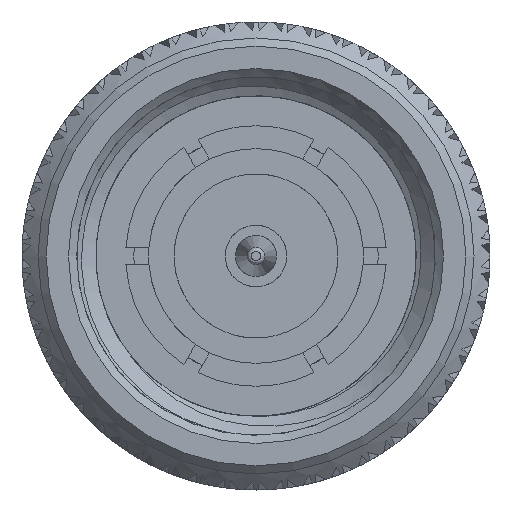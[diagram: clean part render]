
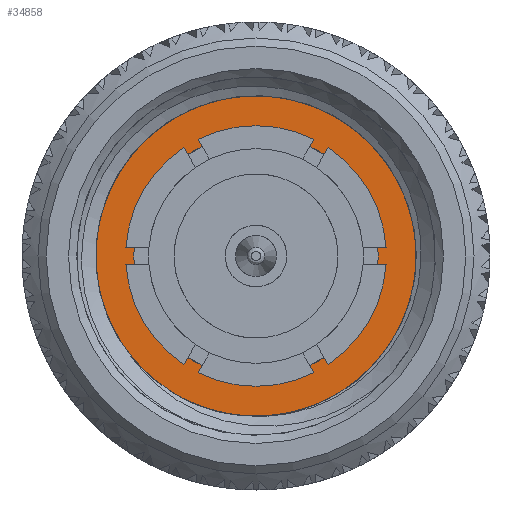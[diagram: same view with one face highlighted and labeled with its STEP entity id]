
A CAD part, left-side view. The second image highlights one B-rep face of the part: STEP entity #34858.
In plain terms, the highlighted planar face has unit normal (-1, 0, 0).
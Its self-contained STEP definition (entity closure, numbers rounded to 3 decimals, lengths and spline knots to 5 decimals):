
#171 = CARTESIAN_POINT ( 'NONE',  ( 0.315, -0.18775, -0.08136 ) ) ;
#511 = CARTESIAN_POINT ( 'NONE',  ( 0.315, -0.06646, -0.18391 ) ) ;
#1221 = CARTESIAN_POINT ( 'NONE',  ( 0.315, -0.16916, 0.13176 ) ) ;
#2974 = B_SPLINE_CURVE_WITH_KNOTS ( 'NONE', 3,
 ( #511, #95653, #63896, #104417, #56815, #64252, #8601, #88563, #48437, #64931, #171, #56488, #16665, #22993, #103697, #7219, #15287, #71660, #33907, #65971, #9986, #90619, #1221, #90283, #17009, #18040, #74454, #89575 ),
 .UNSPECIFIED., .F., .F.,
 ( 4, 2, 2, 2, 2, 2, 2, 2, 2, 2, 2, 2, 2, 4 ),
 ( 0., 0.00077, 0.00155, 0.00232, 0.0031, 0.00464, 0.00619, 0.00697, 0.00774, 0.00852, 0.00929, 0.01006, 0.01084, 0.01239 ),
 .UNSPECIFIED. ) ;
#7045 = DIRECTION ( 'NONE',  ( 1., 0., 0. ) ) ;
#7219 = CARTESIAN_POINT ( 'NONE',  ( 0.315, -0.20615, 0.03797 ) ) ;
#7738 = CARTESIAN_POINT ( 'NONE',  ( 0.315, 0., -0.19555 ) ) ;
#8078 = CARTESIAN_POINT ( 'NONE',  ( 0.315, -0.02262, -0.19555 ) ) ;
#8474 = CARTESIAN_POINT ( 'NONE',  ( 0.315, -0.0929, 0.19804 ) ) ;
#8601 = CARTESIAN_POINT ( 'NONE',  ( 0.315, -0.13757, -0.14502 ) ) ;
#9986 = CARTESIAN_POINT ( 'NONE',  ( 0.315, -0.18495, 0.10566 ) ) ;
#11237 = VERTEX_POINT ( 'NONE', #7738 ) ;
#11270 = DIRECTION ( 'NONE',  ( 0., 1., 0. ) ) ;
#13724 = VERTEX_POINT ( 'NONE', #8474 ) ;
#15287 = CARTESIAN_POINT ( 'NONE',  ( 0.315, -0.20454, 0.04797 ) ) ;
#15814 = CARTESIAN_POINT ( 'NONE',  ( 0.315, 0., 0. ) ) ;
#16665 = CARTESIAN_POINT ( 'NONE',  ( 0.315, -0.20629, -0.02311 ) ) ;
#17009 = CARTESIAN_POINT ( 'NONE',  ( 0.315, -0.14972, 0.15536 ) ) ;
#18024 = CARTESIAN_POINT ( 'NONE',  ( 0.315, 0.149, 0. ) ) ;
#18040 = CARTESIAN_POINT ( 'NONE',  ( 0.315, -0.12779, 0.17637 ) ) ;
#22993 = CARTESIAN_POINT ( 'NONE',  ( 0.315, -0.20807, 0.00748 ) ) ;
#23513 = B_SPLINE_CURVE_WITH_KNOTS ( 'NONE', 3,
 ( #87698, #8078, #40439, #24584 ),
 .UNSPECIFIED., .F., .F.,
 ( 4, 4 ),
 ( 0., 0.00172 ),
 .UNSPECIFIED. ) ;
#24584 = CARTESIAN_POINT ( 'NONE',  ( 0.315, -0.06646, -0.18391 ) ) ;
#26747 = CARTESIAN_POINT ( 'NONE',  ( 0.315, 0., 0. ) ) ;
#29705 = EDGE_CURVE ( 'NONE', #71005, #11237, #59937, .T. ) ;
#33085 = FACE_BOUND ( 'NONE', #90990, .T. ) ;
#33907 = CARTESIAN_POINT ( 'NONE',  ( 0.315, -0.1968, 0.07763 ) ) ;
#34344 = ORIENTED_EDGE ( 'NONE', *, *, #57532, .F. ) ;
#34858 = ADVANCED_FACE ( 'NONE', ( #33085, #58244 ), #71134, .T. ) ;
#36823 = ORIENTED_EDGE ( 'NONE', *, *, #43100, .T. ) ;
#37349 = ORIENTED_EDGE ( 'NONE', *, *, #29705, .T. ) ;
#40099 = DIRECTION ( 'NONE',  ( 0., -1., 0. ) ) ;
#40439 = CARTESIAN_POINT ( 'NONE',  ( 0.315, -0.04518, -0.1916 ) ) ;
#41920 = EDGE_CURVE ( 'NONE', #89898, #89898, #99923, .T. ) ;
#42174 = CIRCLE ( 'NONE', #88298, 0.21875 ) ;
#43100 = EDGE_CURVE ( 'NONE', #73099, #13724, #2974, .T. ) ;
#48437 = CARTESIAN_POINT ( 'NONE',  ( 0.315, -0.15915, -0.12333 ) ) ;
#49728 = AXIS2_PLACEMENT_3D ( 'NONE', #26747, #66926, #11270 ) ;
#50250 = ORIENTED_EDGE ( 'NONE', *, *, #41920, .T. ) ;
#50853 = EDGE_CURVE ( 'NONE', #11237, #73099, #23513, .T. ) ;
#52414 = VECTOR ( 'NONE', #100304, 39.37008 ) ;
#56488 = CARTESIAN_POINT ( 'NONE',  ( 0.315, -0.20212, -0.04292 ) ) ;
#56815 = CARTESIAN_POINT ( 'NONE',  ( 0.315, -0.11289, -0.16317 ) ) ;
#57532 = EDGE_CURVE ( 'NONE', #71005, #13724, #42174, .T. ) ;
#58244 = FACE_OUTER_BOUND ( 'NONE', #82844, .T. ) ;
#59771 = CARTESIAN_POINT ( 'NONE',  ( 0.315, 0., 0. ) ) ;
#59937 = LINE ( 'NONE', #59771, #52414 ) ;
#63896 = CARTESIAN_POINT ( 'NONE',  ( 0.315, -0.08576, -0.1772 ) ) ;
#64252 = CARTESIAN_POINT ( 'NONE',  ( 0.315, -0.12971, -0.15147 ) ) ;
#64420 = CARTESIAN_POINT ( 'NONE',  ( 0.315, 0., 0. ) ) ;
#64931 = CARTESIAN_POINT ( 'NONE',  ( 0.315, -0.17788, -0.09907 ) ) ;
#65241 = CARTESIAN_POINT ( 'NONE',  ( 0.315, 0., -0.21875 ) ) ;
#65971 = CARTESIAN_POINT ( 'NONE',  ( 0.315, -0.18933, 0.09653 ) ) ;
#66926 = DIRECTION ( 'NONE',  ( 1., 0., 0. ) ) ;
#68086 = CARTESIAN_POINT ( 'NONE',  ( 0.315, -0.06646, -0.18391 ) ) ;
#71005 = VERTEX_POINT ( 'NONE', #65241 ) ;
#71134 = PLANE ( 'NONE',  #75158 ) ;
#71660 = CARTESIAN_POINT ( 'NONE',  ( 0.315, -0.19988, 0.06777 ) ) ;
#72534 = DIRECTION ( 'NONE',  ( 0., -1., 0. ) ) ;
#73099 = VERTEX_POINT ( 'NONE', #68086 ) ;
#74454 = CARTESIAN_POINT ( 'NONE',  ( 0.315, -0.11106, 0.18848 ) ) ;
#75158 = AXIS2_PLACEMENT_3D ( 'NONE', #64420, #103524, #40099 ) ;
#82844 = EDGE_LOOP ( 'NONE', ( #34344, #37349, #86450, #36823 ) ) ;
#86450 = ORIENTED_EDGE ( 'NONE', *, *, #50853, .T. ) ;
#87698 = CARTESIAN_POINT ( 'NONE',  ( 0.315, 0., -0.19555 ) ) ;
#88298 = AXIS2_PLACEMENT_3D ( 'NONE', #15814, #7045, #72534 ) ;
#88563 = CARTESIAN_POINT ( 'NONE',  ( 0.315, -0.15227, -0.13097 ) ) ;
#89575 = CARTESIAN_POINT ( 'NONE',  ( 0.315, -0.0929, 0.19804 ) ) ;
#89898 = VERTEX_POINT ( 'NONE', #18024 ) ;
#90283 = CARTESIAN_POINT ( 'NONE',  ( 0.315, -0.15654, 0.14785 ) ) ;
#90619 = CARTESIAN_POINT ( 'NONE',  ( 0.315, -0.17488, 0.12324 ) ) ;
#90990 = EDGE_LOOP ( 'NONE', ( #50250 ) ) ;
#95653 = CARTESIAN_POINT ( 'NONE',  ( 0.315, -0.07629, -0.18093 ) ) ;
#99923 = CIRCLE ( 'NONE', #49728, 0.149 ) ;
#100304 = DIRECTION ( 'NONE',  ( 0., 0., 1. ) ) ;
#103524 = DIRECTION ( 'NONE',  ( -1., 0., 0. ) ) ;
#103697 = CARTESIAN_POINT ( 'NONE',  ( 0.315, -0.20791, 0.01776 ) ) ;
#104417 = CARTESIAN_POINT ( 'NONE',  ( 0.315, -0.10405, -0.16834 ) ) ;
